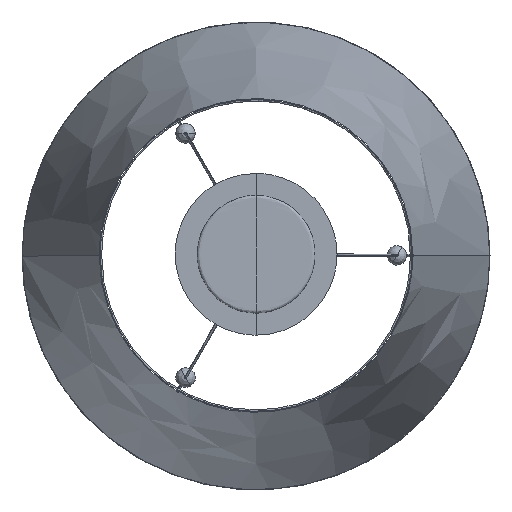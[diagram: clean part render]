
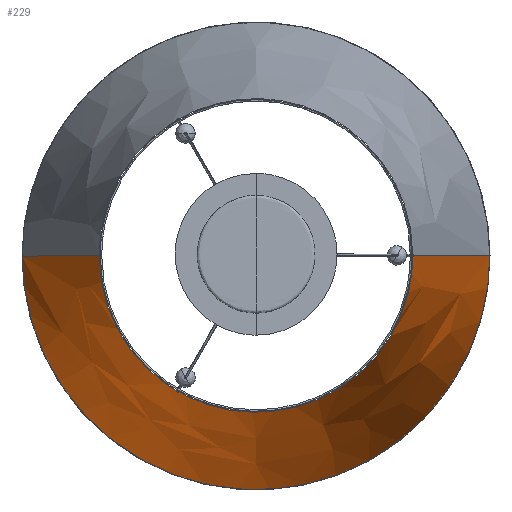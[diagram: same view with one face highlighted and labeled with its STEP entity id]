
A CAD part, top view. The second image highlights one B-rep face of the part: STEP entity #229.
In plain terms, the highlighted free-form (B-spline) face has degree [3, 2] with [4, 5] control points.
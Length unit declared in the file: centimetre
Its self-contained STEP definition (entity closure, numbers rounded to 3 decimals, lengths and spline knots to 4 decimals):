
#229=ADVANCED_FACE('',(#319),#1225,.T.);
#319=FACE_OUTER_BOUND('',#412,.T.);
#412=EDGE_LOOP('',(#774,#775,#776,#777));
#774=ORIENTED_EDGE('',*,*,#1001,.T.);
#775=ORIENTED_EDGE('',*,*,#1002,.T.);
#776=ORIENTED_EDGE('',*,*,#998,.F.);
#777=ORIENTED_EDGE('',*,*,#1000,.T.);
#998=EDGE_CURVE('',#1137,#1138,#1424,.T.);
#1000=EDGE_CURVE('',#1137,#1139,#1426,.T.);
#1001=EDGE_CURVE('',#1139,#1140,#1427,.T.);
#1002=EDGE_CURVE('',#1140,#1138,#1428,.T.);
#1137=VERTEX_POINT('',#3694);
#1138=VERTEX_POINT('',#3695);
#1139=VERTEX_POINT('',#3696);
#1140=VERTEX_POINT('',#3697);
#1225=(
BOUNDED_SURFACE()
B_SPLINE_SURFACE(3,2,((#3654,#3655,#3656,#3657,#3658),(#3659,#3660,#3661,
#3662,#3663),(#3664,#3665,#3666,#3667,#3668),(#3669,#3670,#3671,#3672,#3673)),
.UNSPECIFIED.,.F.,.F.,.F.)
B_SPLINE_SURFACE_WITH_KNOTS((4,4),(3,2,3),(0.,30.4994),(66.0705,
99.1057,132.1409),.UNSPECIFIED.)
GEOMETRIC_REPRESENTATION_ITEM()
RATIONAL_B_SPLINE_SURFACE(((1.,0.707,1.,0.707,1.),
(1.,0.707,1.,0.707,1.),(1.,0.707,1.,
0.707,1.),(1.,0.707,1.,0.707,1.)))
REPRESENTATION_ITEM('')
SURFACE()
);
#1424=(
BOUNDED_CURVE()
B_SPLINE_CURVE(3,(#3626,#3627,#3628,#3629),.UNSPECIFIED.,.F.,.F.)
B_SPLINE_CURVE_WITH_KNOTS((4,4),(0.,30.4994),.UNSPECIFIED.)
CURVE()
GEOMETRIC_REPRESENTATION_ITEM()
RATIONAL_B_SPLINE_CURVE((1.,1.,1.,1.))
REPRESENTATION_ITEM('')
);
#1426=(
BOUNDED_CURVE()
B_SPLINE_CURVE(2,(#3635,#3636,#3637,#3638,#3639),.UNSPECIFIED.,.F.,.F.)
B_SPLINE_CURVE_WITH_KNOTS((3,2,3),(-132.1409,-99.1057,-66.0705),
.UNSPECIFIED.)
CURVE()
GEOMETRIC_REPRESENTATION_ITEM()
RATIONAL_B_SPLINE_CURVE((1.,0.707,1.,0.707,1.))
REPRESENTATION_ITEM('')
);
#1427=(
BOUNDED_CURVE()
B_SPLINE_CURVE(3,(#3640,#3641,#3642,#3643),.UNSPECIFIED.,.F.,.F.)
B_SPLINE_CURVE_WITH_KNOTS((4,4),(0.,30.4994),.UNSPECIFIED.)
CURVE()
GEOMETRIC_REPRESENTATION_ITEM()
RATIONAL_B_SPLINE_CURVE((1.,1.,1.,1.))
REPRESENTATION_ITEM('')
);
#1428=(
BOUNDED_CURVE()
B_SPLINE_CURVE(2,(#3644,#3645,#3646,#3647,#3648),.UNSPECIFIED.,.F.,.F.)
B_SPLINE_CURVE_WITH_KNOTS((3,2,3),(66.0705,99.1057,132.1409),
.UNSPECIFIED.)
CURVE()
GEOMETRIC_REPRESENTATION_ITEM()
RATIONAL_B_SPLINE_CURVE((1.,0.707,1.,0.707,1.))
REPRESENTATION_ITEM('')
);
#3626=CARTESIAN_POINT('',(26.0382,0.0124,-37.5135));
#3627=CARTESIAN_POINT('',(23.1774,0.0124,-25.5944));
#3628=CARTESIAN_POINT('',(20.3166,0.0124,-13.6753));
#3629=CARTESIAN_POINT('',(17.4557,0.0124,-1.7562));
#3635=CARTESIAN_POINT('',(26.0382,0.0124,-37.5135));
#3636=CARTESIAN_POINT('',(26.0506,-26.0258,-37.5135));
#3637=CARTESIAN_POINT('',(0.0124,-26.0382,-37.5135));
#3638=CARTESIAN_POINT('',(-26.0258,-26.0506,-37.5135));
#3639=CARTESIAN_POINT('',(-26.0382,-0.0124,-37.5135));
#3640=CARTESIAN_POINT('',(-26.0382,-0.0124,-37.5135));
#3641=CARTESIAN_POINT('',(-23.1774,-0.0124,-25.5944));
#3642=CARTESIAN_POINT('',(-20.3166,-0.0124,-13.6753));
#3643=CARTESIAN_POINT('',(-17.4557,-0.0124,-1.7562));
#3644=CARTESIAN_POINT('',(-17.4557,-0.0124,-1.7562));
#3645=CARTESIAN_POINT('',(-17.4433,-17.4681,-1.7562));
#3646=CARTESIAN_POINT('',(0.0124,-17.4557,-1.7562));
#3647=CARTESIAN_POINT('',(17.4681,-17.4433,-1.7562));
#3648=CARTESIAN_POINT('',(17.4557,0.0124,-1.7562));
#3654=CARTESIAN_POINT('',(-26.0382,-0.0124,-37.5135));
#3655=CARTESIAN_POINT('',(-26.0258,-26.0506,-37.5135));
#3656=CARTESIAN_POINT('',(0.0124,-26.0382,-37.5135));
#3657=CARTESIAN_POINT('',(26.0506,-26.0258,-37.5135));
#3658=CARTESIAN_POINT('',(26.0382,0.0124,-37.5135));
#3659=CARTESIAN_POINT('',(-23.1774,-0.0124,-25.5944));
#3660=CARTESIAN_POINT('',(-23.165,-23.1898,-25.5944));
#3661=CARTESIAN_POINT('',(0.0124,-23.1774,-25.5944));
#3662=CARTESIAN_POINT('',(23.1898,-23.165,-25.5944));
#3663=CARTESIAN_POINT('',(23.1774,0.0124,-25.5944));
#3664=CARTESIAN_POINT('',(-20.3166,-0.0124,-13.6753));
#3665=CARTESIAN_POINT('',(-20.3042,-20.3289,-13.6753));
#3666=CARTESIAN_POINT('',(0.0124,-20.3166,-13.6753));
#3667=CARTESIAN_POINT('',(20.3289,-20.3042,-13.6753));
#3668=CARTESIAN_POINT('',(20.3166,0.0124,-13.6753));
#3669=CARTESIAN_POINT('',(-17.4557,-0.0124,-1.7562));
#3670=CARTESIAN_POINT('',(-17.4433,-17.4681,-1.7562));
#3671=CARTESIAN_POINT('',(0.0124,-17.4557,-1.7562));
#3672=CARTESIAN_POINT('',(17.4681,-17.4433,-1.7562));
#3673=CARTESIAN_POINT('',(17.4557,0.0124,-1.7562));
#3694=CARTESIAN_POINT('',(26.0382,0.0124,-37.5135));
#3695=CARTESIAN_POINT('',(17.4557,0.0124,-1.7562));
#3696=CARTESIAN_POINT('',(-26.0382,-0.0124,-37.5135));
#3697=CARTESIAN_POINT('',(-17.4557,-0.0124,-1.7562));
